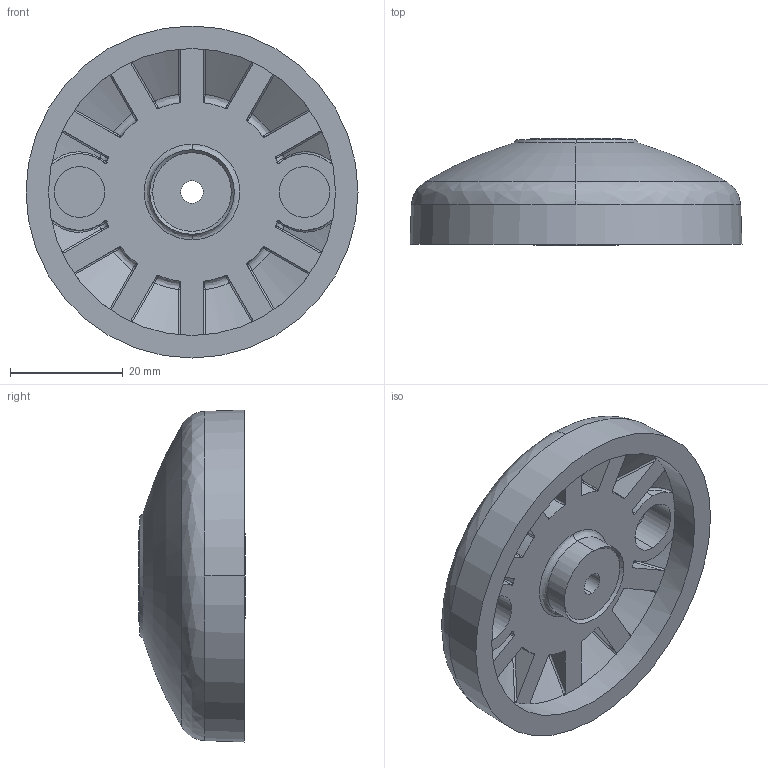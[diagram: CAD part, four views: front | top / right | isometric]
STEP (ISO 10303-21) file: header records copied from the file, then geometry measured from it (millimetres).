
FILE_DESCRIPTION (( 'STEP AP203' ), '1' );
FILE_NAME ('403538677_c_1.STEP', '2022-07-09T13:58:11', ( '' ), ( '' ), 'SwSTEP 2.0', 'SolidWorks 2014', '' );
FILE_SCHEMA (( 'CONFIG_CONTROL_DESIGN' ));
Length unit declared in the file: millimetre
Products named in the file (1): 403538677_c_1
Bounding box: 59 x 19 x 59 mm (x, y, z)
Volume: 25349 mm3; surface area: 10841.2 mm2
Topology: 1 solids, 1 shells, 195 faces, 466 edges, 280 vertices
Faces by surface type: bspline 72, cylinder 66, plane 29, cone 26, torus 2
Entity records: 8235 total; most frequent: CARTESIAN_POINT 4030, ORIENTED_EDGE 932, DIRECTION 808, EDGE_CURVE 466, AXIS2_PLACEMENT_3D 350, VERTEX_POINT 280, CIRCLE 226, EDGE_LOOP 204
